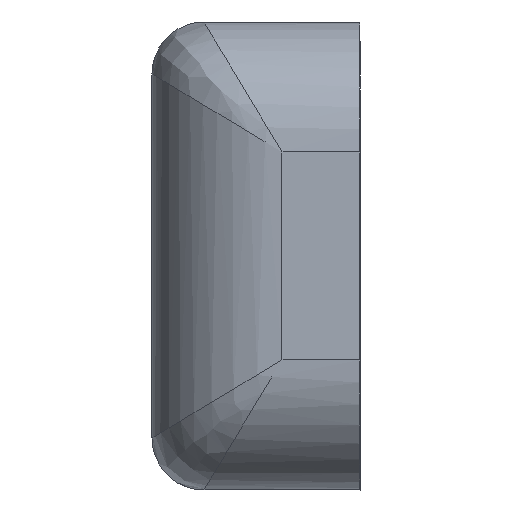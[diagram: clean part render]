
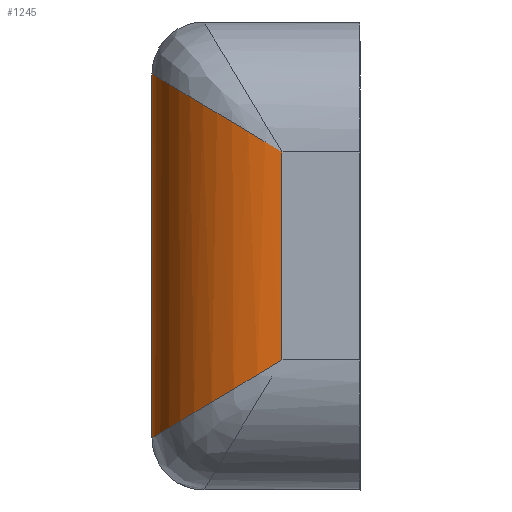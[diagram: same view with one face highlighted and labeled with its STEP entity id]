
A CAD part, left-side view. The second image highlights one B-rep face of the part: STEP entity #1245.
In plain terms, the highlighted cylindrical face has radius 5 mm (diameter 10 mm), a partial arc.
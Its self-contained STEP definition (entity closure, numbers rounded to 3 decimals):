
#24=ELLIPSE('',#1350,5.831,5.);
#27=ELLIPSE('',#1356,5.831,5.);
#46=CYLINDRICAL_SURFACE('',#1358,5.);
#90=FACE_OUTER_BOUND('',#161,.T.);
#161=EDGE_LOOP('',(#991,#992,#993,#994));
#327=LINE('',#2110,#459);
#328=LINE('',#2111,#460);
#459=VECTOR('',#1623,10.);
#460=VECTOR('',#1624,10.);
#591=VERTEX_POINT('',#2056);
#592=VERTEX_POINT('',#2057);
#597=VERTEX_POINT('',#2104);
#598=VERTEX_POINT('',#2106);
#737=EDGE_CURVE('',#591,#592,#24,.T.);
#744=EDGE_CURVE('',#597,#598,#27,.T.);
#746=EDGE_CURVE('',#591,#598,#327,.T.);
#747=EDGE_CURVE('',#597,#592,#328,.T.);
#991=ORIENTED_EDGE('',*,*,#737,.F.);
#992=ORIENTED_EDGE('',*,*,#746,.T.);
#993=ORIENTED_EDGE('',*,*,#744,.F.);
#994=ORIENTED_EDGE('',*,*,#747,.T.);
#1245=ADVANCED_FACE('',(#90),#46,.T.);
#1350=AXIS2_PLACEMENT_3D('',#2058,#1603,#1604);
#1356=AXIS2_PLACEMENT_3D('',#2107,#1617,#1618);
#1358=AXIS2_PLACEMENT_3D('',#2109,#1621,#1622);
#1603=DIRECTION('center_axis',(0.,-0.514,
0.857));
#1604=DIRECTION('ref_axis',(0.,0.857,0.514));
#1617=DIRECTION('center_axis',(0.,-0.514,
-0.857));
#1618=DIRECTION('ref_axis',(0.,0.857,-0.514));
#1621=DIRECTION('center_axis',(0.,0.,
-1.));
#1622=DIRECTION('ref_axis',(-0.707,0.707,0.));
#1623=DIRECTION('',(0.,0.,-1.));
#1624=DIRECTION('',(0.,0.,1.));
#2056=CARTESIAN_POINT('',(-167.,13.,7.));
#2057=CARTESIAN_POINT('',(-172.,8.,4.));
#2058=CARTESIAN_POINT('Origin',(-167.,8.,4.));
#2104=CARTESIAN_POINT('',(-172.,8.,-4.));
#2106=CARTESIAN_POINT('',(-167.,13.,-7.));
#2107=CARTESIAN_POINT('Origin',(-167.,8.,-4.));
#2109=CARTESIAN_POINT('Origin',(-167.,8.,0.));
#2110=CARTESIAN_POINT('',(-167.,13.,0.));
#2111=CARTESIAN_POINT('',(-172.,8.,0.));
